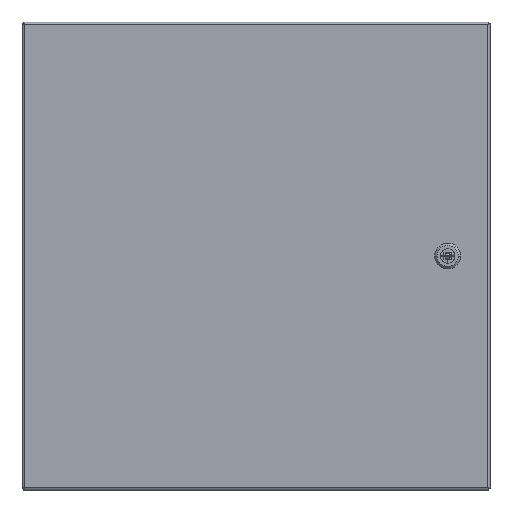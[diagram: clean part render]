
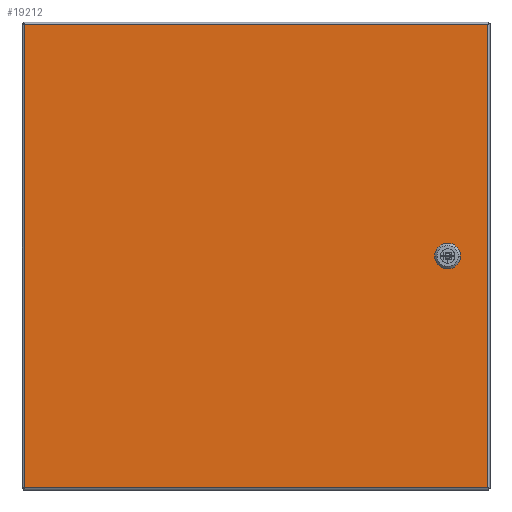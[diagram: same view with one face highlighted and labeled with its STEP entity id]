
A CAD part, front view. The second image highlights one B-rep face of the part: STEP entity #19212.
In plain terms, the highlighted planar face has unit normal (0, -1, 0).
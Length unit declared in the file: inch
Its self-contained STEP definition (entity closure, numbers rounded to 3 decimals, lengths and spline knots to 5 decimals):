
#76 = CARTESIAN_POINT ( 'NONE',  ( 9.901, -6.822, 9.898 ) ) ;
#246 = ORIENTED_EDGE ( 'NONE', *, *, #9901, .T. ) ;
#262 = CARTESIAN_POINT ( 'NONE',  ( 8.422, -6.822, -0.396 ) ) ;
#285 = EDGE_CURVE ( 'NONE', #21238, #16836, #10302, .T. ) ;
#296 = CARTESIAN_POINT ( 'NONE',  ( 8.422, -6.822, 0.395 ) ) ;
#563 = ORIENTED_EDGE ( 'NONE', *, *, #7265, .T. ) ;
#958 = CARTESIAN_POINT ( 'NONE',  ( 7.96, -6.822, -0.396 ) ) ;
#976 = DIRECTION ( 'NONE',  ( 0.707, 0., -0.707 ) ) ;
#1054 = DIRECTION ( 'NONE',  ( -0.707, 0., -0.707 ) ) ;
#1207 = CARTESIAN_POINT ( 'NONE',  ( 9.901, -6.822, -9.899 ) ) ;
#1442 = LINE ( 'NONE', #6232, #1971 ) ;
#1500 = CARTESIAN_POINT ( 'NONE',  ( 8.5865, -6.822, 0.2305 ) ) ;
#1707 = VERTEX_POINT ( 'NONE', #958 ) ;
#1821 = EDGE_CURVE ( 'NONE', #8419, #3300, #6056, .T. ) ;
#1971 = VECTOR ( 'NONE', #7633, 39.37008 ) ;
#2247 = CARTESIAN_POINT ( 'NONE',  ( 7.96, -6.822, 0.395 ) ) ;
#2671 = VECTOR ( 'NONE', #16536, 39.37008 ) ;
#3124 = VERTEX_POINT ( 'NONE', #2247 ) ;
#3300 = VERTEX_POINT ( 'NONE', #262 ) ;
#3498 = CARTESIAN_POINT ( 'NONE',  ( 7.7955, -6.822, 0.2305 ) ) ;
#3741 = VECTOR ( 'NONE', #3755, 39.37008 ) ;
#3755 = DIRECTION ( 'NONE',  ( 0., 0., -1. ) ) ;
#4171 = ORIENTED_EDGE ( 'NONE', *, *, #13092, .T. ) ;
#4225 = LINE ( 'NONE', #15582, #8909 ) ;
#4392 = VECTOR ( 'NONE', #8040, 39.37008 ) ;
#4712 = VERTEX_POINT ( 'NONE', #11889 ) ;
#4771 = VECTOR ( 'NONE', #9708, 39.37008 ) ;
#5104 = LINE ( 'NONE', #8467, #19812 ) ;
#5354 = CARTESIAN_POINT ( 'NONE',  ( -9.896, -6.822, 9.898 ) ) ;
#5392 = CARTESIAN_POINT ( 'NONE',  ( 7.7955, -6.822, -0.2315 ) ) ;
#5900 = ORIENTED_EDGE ( 'NONE', *, *, #1821, .T. ) ;
#6056 = LINE ( 'NONE', #7670, #12237 ) ;
#6059 = ORIENTED_EDGE ( 'NONE', *, *, #10440, .T. ) ;
#6108 = CARTESIAN_POINT ( 'NONE',  ( 8.5865, -6.822, -0.2315 ) ) ;
#6232 = CARTESIAN_POINT ( 'NONE',  ( 7.7955, -6.822, -0.2315 ) ) ;
#6271 = PLANE ( 'NONE',  #17910 ) ;
#6406 = LINE ( 'NONE', #8133, #11573 ) ;
#6523 = DIRECTION ( 'NONE',  ( 0.707, 0., 0.707 ) ) ;
#7265 = EDGE_CURVE ( 'NONE', #15460, #9591, #6406, .T. ) ;
#7633 = DIRECTION ( 'NONE',  ( -0.707, 0., 0.707 ) ) ;
#7670 = CARTESIAN_POINT ( 'NONE',  ( 8.5865, -6.822, -0.2315 ) ) ;
#8040 = DIRECTION ( 'NONE',  ( 0., 0., -1. ) ) ;
#8133 = CARTESIAN_POINT ( 'NONE',  ( -9.896, -6.822, -9.899 ) ) ;
#8400 = EDGE_CURVE ( 'NONE', #9115, #16660, #8806, .T. ) ;
#8419 = VERTEX_POINT ( 'NONE', #8697 ) ;
#8467 = CARTESIAN_POINT ( 'NONE',  ( 7.96, -6.822, 0.395 ) ) ;
#8641 = ORIENTED_EDGE ( 'NONE', *, *, #17513, .T. ) ;
#8686 = DIRECTION ( 'NONE',  ( -1., 0., 0. ) ) ;
#8697 = CARTESIAN_POINT ( 'NONE',  ( 8.5865, -6.822, -0.2315 ) ) ;
#8752 = LINE ( 'NONE', #10161, #2671 ) ;
#8806 = LINE ( 'NONE', #3498, #18187 ) ;
#8909 = VECTOR ( 'NONE', #976, 39.37008 ) ;
#8998 = EDGE_CURVE ( 'NONE', #3300, #1707, #8752, .T. ) ;
#9115 = VERTEX_POINT ( 'NONE', #5392 ) ;
#9405 = FACE_OUTER_BOUND ( 'NONE', #11738, .T. ) ;
#9591 = VERTEX_POINT ( 'NONE', #1207 ) ;
#9708 = DIRECTION ( 'NONE',  ( 0., 0., 1. ) ) ;
#9901 = EDGE_CURVE ( 'NONE', #4712, #16087, #4225, .T. ) ;
#10161 = CARTESIAN_POINT ( 'NONE',  ( 7.96, -6.822, -0.396 ) ) ;
#10302 = LINE ( 'NONE', #16907, #20540 ) ;
#10440 = EDGE_CURVE ( 'NONE', #9591, #21238, #21374, .T. ) ;
#10599 = EDGE_CURVE ( 'NONE', #16836, #15460, #11965, .T. ) ;
#10762 = EDGE_CURVE ( 'NONE', #1707, #9115, #1442, .T. ) ;
#10818 = ORIENTED_EDGE ( 'NONE', *, *, #8400, .T. ) ;
#11573 = VECTOR ( 'NONE', #12989, 39.37008 ) ;
#11738 = EDGE_LOOP ( 'NONE', ( #6059, #20006, #15642, #563 ) ) ;
#11889 = CARTESIAN_POINT ( 'NONE',  ( 8.422, -6.822, 0.395 ) ) ;
#11945 = ORIENTED_EDGE ( 'NONE', *, *, #14682, .T. ) ;
#11965 = LINE ( 'NONE', #18578, #3741 ) ;
#12237 = VECTOR ( 'NONE', #1054, 39.37008 ) ;
#12269 = CARTESIAN_POINT ( 'NONE',  ( -9.896, -6.822, -9.899 ) ) ;
#12505 = CARTESIAN_POINT ( 'NONE',  ( 7.7955, -6.822, 0.2305 ) ) ;
#12858 = CARTESIAN_POINT ( 'NONE',  ( -9.896, -6.822, -9.899 ) ) ;
#12989 = DIRECTION ( 'NONE',  ( 1., 0., 0. ) ) ;
#13092 = EDGE_CURVE ( 'NONE', #3124, #4712, #15449, .T. ) ;
#13776 = DIRECTION ( 'NONE',  ( 0., 0., 1. ) ) ;
#13834 = DIRECTION ( 'NONE',  ( 1., 0., 0. ) ) ;
#14482 = ORIENTED_EDGE ( 'NONE', *, *, #10762, .T. ) ;
#14682 = EDGE_CURVE ( 'NONE', #16660, #3124, #5104, .T. ) ;
#15449 = LINE ( 'NONE', #296, #16316 ) ;
#15460 = VERTEX_POINT ( 'NONE', #12269 ) ;
#15582 = CARTESIAN_POINT ( 'NONE',  ( 8.422, -6.822, 0.395 ) ) ;
#15642 = ORIENTED_EDGE ( 'NONE', *, *, #10599, .T. ) ;
#16087 = VERTEX_POINT ( 'NONE', #1500 ) ;
#16316 = VECTOR ( 'NONE', #13834, 39.37008 ) ;
#16536 = DIRECTION ( 'NONE',  ( -1., 0., 0. ) ) ;
#16660 = VERTEX_POINT ( 'NONE', #12505 ) ;
#16836 = VERTEX_POINT ( 'NONE', #5354 ) ;
#16907 = CARTESIAN_POINT ( 'NONE',  ( -9.896, -6.822, 9.898 ) ) ;
#17388 = EDGE_LOOP ( 'NONE', ( #10818, #11945, #4171, #246, #8641, #5900, #19511, #14482 ) ) ;
#17513 = EDGE_CURVE ( 'NONE', #16087, #8419, #19300, .T. ) ;
#17533 = DIRECTION ( 'NONE',  ( 0., 0., -1. ) ) ;
#17910 = AXIS2_PLACEMENT_3D ( 'NONE', #12858, #20973, #17533 ) ;
#18187 = VECTOR ( 'NONE', #13776, 39.37008 ) ;
#18578 = CARTESIAN_POINT ( 'NONE',  ( -9.896, -6.822, -9.899 ) ) ;
#19212 = ADVANCED_FACE ( 'NONE', ( #9405, #21077 ), #6271, .T. ) ;
#19300 = LINE ( 'NONE', #6108, #4392 ) ;
#19511 = ORIENTED_EDGE ( 'NONE', *, *, #8998, .T. ) ;
#19812 = VECTOR ( 'NONE', #6523, 39.37008 ) ;
#20006 = ORIENTED_EDGE ( 'NONE', *, *, #285, .T. ) ;
#20540 = VECTOR ( 'NONE', #8686, 39.37008 ) ;
#20973 = DIRECTION ( 'NONE',  ( 0., -1., 0. ) ) ;
#21062 = CARTESIAN_POINT ( 'NONE',  ( 9.901, -6.822, -9.899 ) ) ;
#21077 = FACE_BOUND ( 'NONE', #17388, .T. ) ;
#21238 = VERTEX_POINT ( 'NONE', #76 ) ;
#21374 = LINE ( 'NONE', #21062, #4771 ) ;
